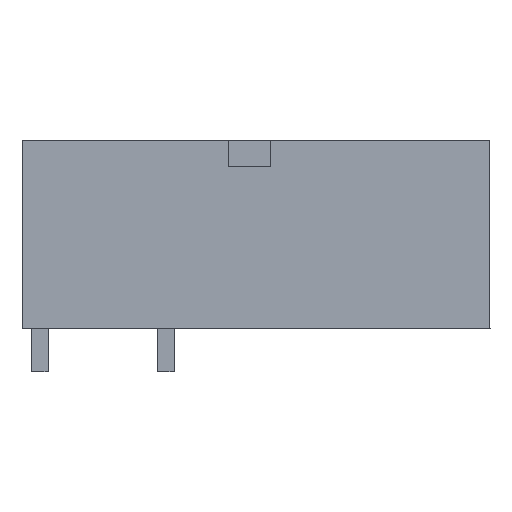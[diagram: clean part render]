
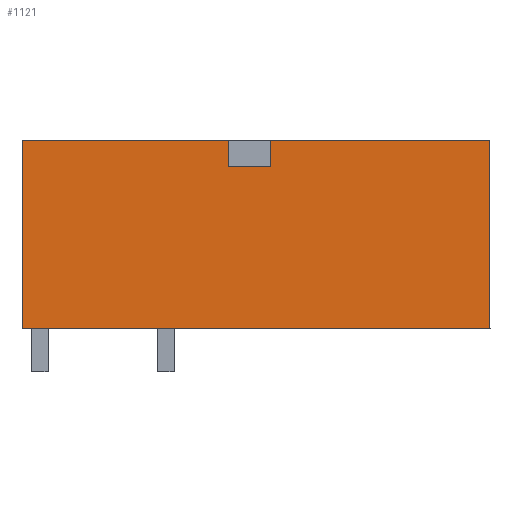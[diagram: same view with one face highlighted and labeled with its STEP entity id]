
A CAD part, left-side view. The second image highlights one B-rep face of the part: STEP entity #1121.
In plain terms, the highlighted planar face has unit normal (-1, 0, 0).
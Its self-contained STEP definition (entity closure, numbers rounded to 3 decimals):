
#1069=AXIS2_PLACEMENT_3D('Plane Axis2P3D',#1066,#1067,#1068) ;
#152=CARTESIAN_POINT('Vertex',(0.,0.,2.6)) ;
#155=CARTESIAN_POINT('Line Origine',(0.,14.15,2.6)) ;
#159=CARTESIAN_POINT('Vertex',(0.,28.3,2.6)) ;
#490=CARTESIAN_POINT('Vertex',(0.,0.,14.)) ;
#493=CARTESIAN_POINT('Line Origine',(0.,0.,8.3)) ;
#1066=CARTESIAN_POINT('Axis2P3D Location',(0.,15.8,2.7)) ;
#1071=CARTESIAN_POINT('Line Origine',(0.,13.3,13.2)) ;
#1075=CARTESIAN_POINT('Vertex',(0.,13.3,14.)) ;
#1077=CARTESIAN_POINT('Vertex',(0.,13.3,12.4)) ;
#1080=CARTESIAN_POINT('Line Origine',(0.,14.55,12.4)) ;
#1084=CARTESIAN_POINT('Vertex',(0.,15.8,12.4)) ;
#1087=CARTESIAN_POINT('Line Origine',(0.,15.8,13.2)) ;
#1091=CARTESIAN_POINT('Vertex',(0.,15.8,14.)) ;
#1094=CARTESIAN_POINT('Line Origine',(0.,22.05,14.)) ;
#1098=CARTESIAN_POINT('Vertex',(0.,28.3,14.)) ;
#1101=CARTESIAN_POINT('Line Origine',(0.,28.3,8.3)) ;
#1106=CARTESIAN_POINT('Line Origine',(0.,6.65,14.)) ;
#156=DIRECTION('Vector Direction',(0.,-1.,0.)) ;
#494=DIRECTION('Vector Direction',(0.,0.,1.)) ;
#1067=DIRECTION('Axis2P3D Direction',(1.,0.,0.)) ;
#1068=DIRECTION('Axis2P3D XDirection',(0.,0.,1.)) ;
#1072=DIRECTION('Vector Direction',(0.,0.,-1.)) ;
#1081=DIRECTION('Vector Direction',(0.,-1.,0.)) ;
#1088=DIRECTION('Vector Direction',(0.,0.,-1.)) ;
#1095=DIRECTION('Vector Direction',(0.,1.,0.)) ;
#1102=DIRECTION('Vector Direction',(0.,0.,-1.)) ;
#1107=DIRECTION('Vector Direction',(0.,1.,0.)) ;
#157=VECTOR('Line Direction',#156,1.) ;
#495=VECTOR('Line Direction',#494,1.) ;
#1073=VECTOR('Line Direction',#1072,1.) ;
#1082=VECTOR('Line Direction',#1081,1.) ;
#1089=VECTOR('Line Direction',#1088,1.) ;
#1096=VECTOR('Line Direction',#1095,1.) ;
#1103=VECTOR('Line Direction',#1102,1.) ;
#1108=VECTOR('Line Direction',#1107,1.) ;
#1112=ORIENTED_EDGE('',*,*,#1079,.T.) ;
#1113=ORIENTED_EDGE('',*,*,#1086,.F.) ;
#1114=ORIENTED_EDGE('',*,*,#1093,.F.) ;
#1115=ORIENTED_EDGE('',*,*,#1100,.T.) ;
#1116=ORIENTED_EDGE('',*,*,#1105,.T.) ;
#1117=ORIENTED_EDGE('',*,*,#161,.T.) ;
#1118=ORIENTED_EDGE('',*,*,#497,.T.) ;
#1119=ORIENTED_EDGE('',*,*,#1110,.T.) ;
#1121=ADVANCED_FACE('main body',(#1120),#1070,.F.) ;
#161=EDGE_CURVE('',#160,#153,#158,.T.) ;
#497=EDGE_CURVE('',#153,#491,#496,.T.) ;
#1079=EDGE_CURVE('',#1076,#1078,#1074,.T.) ;
#1086=EDGE_CURVE('',#1085,#1078,#1083,.T.) ;
#1093=EDGE_CURVE('',#1092,#1085,#1090,.T.) ;
#1100=EDGE_CURVE('',#1092,#1099,#1097,.T.) ;
#1105=EDGE_CURVE('',#1099,#160,#1104,.T.) ;
#1110=EDGE_CURVE('',#491,#1076,#1109,.T.) ;
#1111=EDGE_LOOP('',(#1112,#1113,#1114,#1115,#1116,#1117,#1118,#1119)) ;
#1120=FACE_OUTER_BOUND('',#1111,.T.) ;
#158=LINE('Line',#155,#157) ;
#496=LINE('Line',#493,#495) ;
#1074=LINE('Line',#1071,#1073) ;
#1083=LINE('Line',#1080,#1082) ;
#1090=LINE('Line',#1087,#1089) ;
#1097=LINE('Line',#1094,#1096) ;
#1104=LINE('Line',#1101,#1103) ;
#1109=LINE('Line',#1106,#1108) ;
#1070=PLANE('',#1069) ;
#153=VERTEX_POINT('',#152) ;
#160=VERTEX_POINT('',#159) ;
#491=VERTEX_POINT('',#490) ;
#1076=VERTEX_POINT('',#1075) ;
#1078=VERTEX_POINT('',#1077) ;
#1085=VERTEX_POINT('',#1084) ;
#1092=VERTEX_POINT('',#1091) ;
#1099=VERTEX_POINT('',#1098) ;
